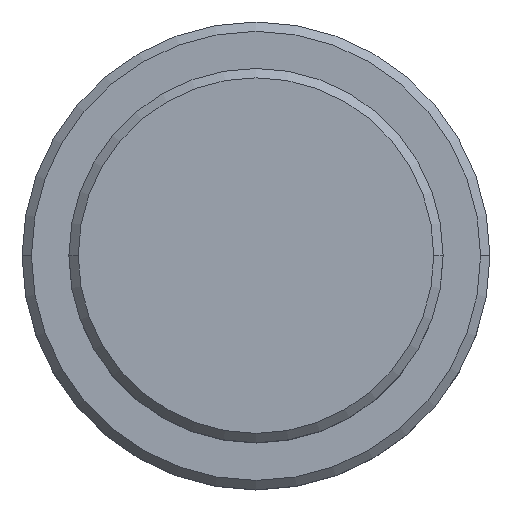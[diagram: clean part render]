
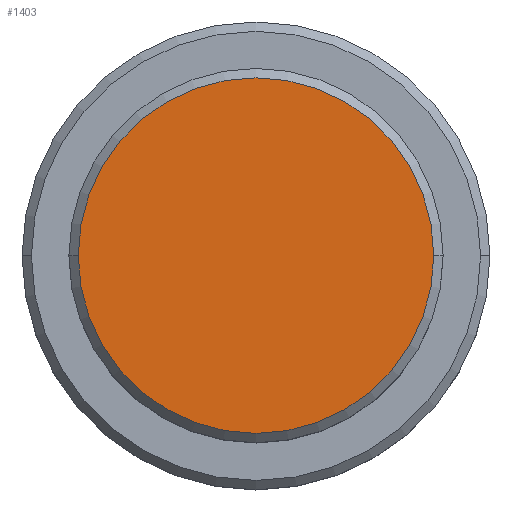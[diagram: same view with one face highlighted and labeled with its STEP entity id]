
A CAD part, top view. The second image highlights one B-rep face of the part: STEP entity #1403.
In plain terms, the highlighted planar face has unit normal (0, 0, 1).
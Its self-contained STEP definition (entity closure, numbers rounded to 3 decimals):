
#2 = AXIS2_PLACEMENT_3D ( 'NONE', #1207, #1019, #232 ) ;
#166 = AXIS2_PLACEMENT_3D ( 'NONE', #1353, #482, #366 ) ;
#222 = CARTESIAN_POINT ( 'NONE',  ( 0., 0., 0. ) ) ;
#232 = DIRECTION ( 'NONE',  ( 1., 0., 0. ) ) ;
#282 = EDGE_LOOP ( 'NONE', ( #1299, #735 ) ) ;
#291 = CARTESIAN_POINT ( 'NONE',  ( 9.5, 0., 0. ) ) ;
#366 = DIRECTION ( 'NONE',  ( 1., 0., 0. ) ) ;
#419 = PLANE ( 'NONE',  #920 ) ;
#442 = FACE_OUTER_BOUND ( 'NONE', #282, .T. ) ;
#482 = DIRECTION ( 'NONE',  ( 0., 0., 1. ) ) ;
#622 = CIRCLE ( 'NONE', #166, 9.5 ) ;
#630 = EDGE_CURVE ( 'NONE', #960, #1193, #622, .T. ) ;
#707 = EDGE_CURVE ( 'NONE', #1193, #960, #736, .T. ) ;
#735 = ORIENTED_EDGE ( 'NONE', *, *, #707, .T. ) ;
#736 = CIRCLE ( 'NONE', #2, 9.5 ) ;
#882 = CARTESIAN_POINT ( 'NONE',  ( -9.5, 0., 0. ) ) ;
#920 = AXIS2_PLACEMENT_3D ( 'NONE', #222, #1296, #1079 ) ;
#960 = VERTEX_POINT ( 'NONE', #882 ) ;
#1019 = DIRECTION ( 'NONE',  ( 0., 0., 1. ) ) ;
#1079 = DIRECTION ( 'NONE',  ( 1., 0., 0. ) ) ;
#1193 = VERTEX_POINT ( 'NONE', #291 ) ;
#1207 = CARTESIAN_POINT ( 'NONE',  ( 0., 0., 0. ) ) ;
#1296 = DIRECTION ( 'NONE',  ( 0., 0., 1. ) ) ;
#1299 = ORIENTED_EDGE ( 'NONE', *, *, #630, .T. ) ;
#1353 = CARTESIAN_POINT ( 'NONE',  ( 0., 0., 0. ) ) ;
#1403 = ADVANCED_FACE ( 'NONE', ( #442 ), #419, .T. ) ;
